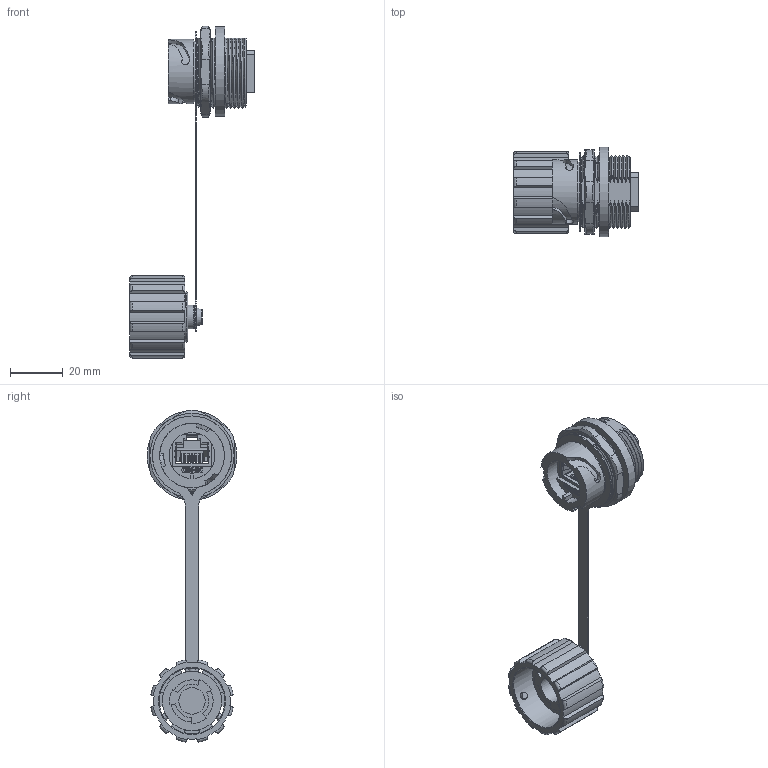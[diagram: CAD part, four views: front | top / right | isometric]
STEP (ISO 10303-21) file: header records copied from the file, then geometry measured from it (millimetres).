
FILE_DESCRIPTION(/* description */ (''),/* implementation_level */ '2;1');
FILE_NAME(/* name */ '17-10000_17K1A183.stp',/* time_stamp */ '2015-09-22T20:01:55+02:00',/* author */ ('Bodos'),/* organization */ (''),/* preprocessor_version */ 'ST-DEVELOPER v15.6',/* originating_system */ 'Autodesk Inventor 2015',/* authorisation */ '');
FILE_SCHEMA (('AUTOMOTIVE_DESIGN { 1 0 10303 214 3 1 1 }'));
Length unit declared in the file: centimetre
Products named in the file (1): 17K1A183_17-10000_90°
Bounding box: 47.31 x 34 x 125.83 mm (x, y, z)
Volume: 21965.2 mm3; surface area: 23664.1 mm2
Topology: 4 solids, 12 shells, 1421 faces, 3826 edges, 2509 vertices
Faces by surface type: plane 951, cylinder 215, bspline 208, torus 36, cone 11
Full cylindrical faces by diameter (mm): 0.7 x16, 1 x4, 2.55 x3, 3 x2, 5.5 x1, 6.1 x1, 9 x1, 10 x1, 19 x1, 22 x1, 22.5 x1, 23 x1, 24.52 x1, 24.9 x1, 28 x1, 34 x1
Entity records: 52423 total; most frequent: CARTESIAN_POINT 17022, ORIENTED_EDGE 7546, DIRECTION 6208, EDGE_CURVE 3767, LINE 2774, VECTOR 2774, VERTEX_POINT 2496, AXIS2_PLACEMENT_3D 1717
